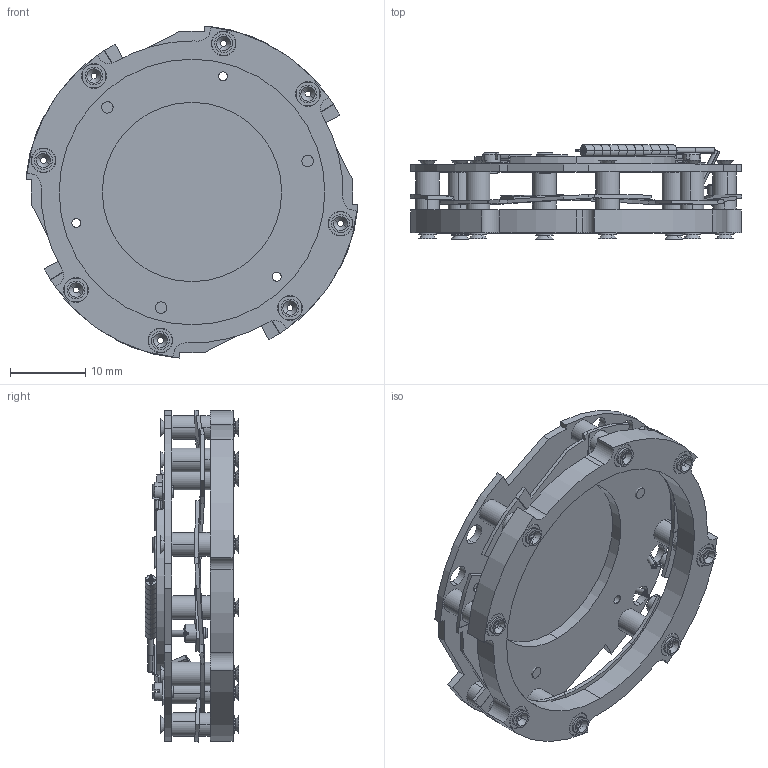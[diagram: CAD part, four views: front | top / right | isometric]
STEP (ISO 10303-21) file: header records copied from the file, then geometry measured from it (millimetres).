
FILE_DESCRIPTION (( 'STEP AP214' ), '1' );
FILE_NAME ('A20120NW-02, TTC-174_S_MOLY ASSEMBLY.STEP', '2020-05-08T16:10:40', ( '' ), ( '' ), 'SwSTEP 2.0', 'SolidWorks 2010', '' );
FILE_SCHEMA (( 'AUTOMOTIVE_DESIGN' ));
Length unit declared in the file: inch
Products named in the file (1): A20120NW-02, TTC-174_S_MOLY ASSEMBLY
Bounding box: 44.06 x 12.47 x 44.06 mm (x, y, z)
Surface area: 7463.4 mm2 (no closed solid volume)
Topology: 0 solids, 86 shells, 649 faces, 1739 edges, 1155 vertices
Faces by surface type: cylinder 354, plane 172, cone 87, torus 24, bspline 12
Entity records: 29117 total; most frequent: DIRECTION 3892, CARTESIAN_POINT 3872, ORIENTED_EDGE 2996, EDGE_CURVE 1731, AXIS2_PLACEMENT_3D 1607, VERTEX_POINT 1155, CIRCLE 969, EDGE_LOOP 806
